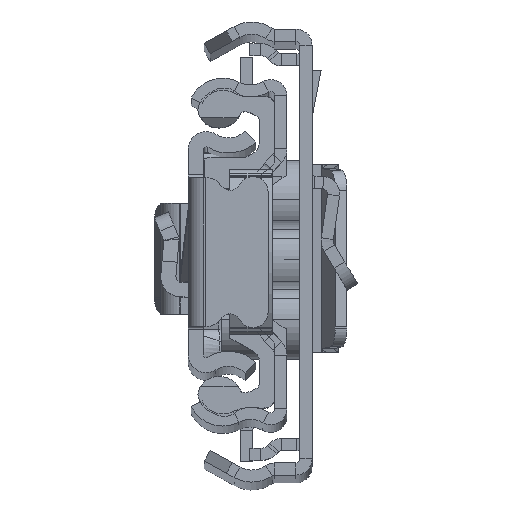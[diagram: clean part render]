
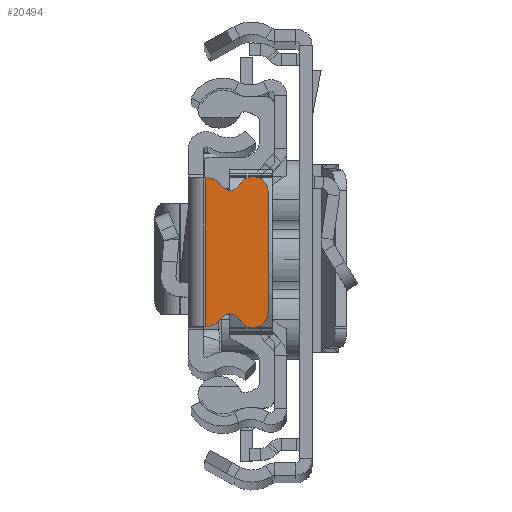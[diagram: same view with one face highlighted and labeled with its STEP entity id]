
A CAD part, top view. The second image highlights one B-rep face of the part: STEP entity #20494.
In plain terms, the highlighted planar face has unit normal (0, 0, 1).
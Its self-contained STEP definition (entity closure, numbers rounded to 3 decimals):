
#63 = DIRECTION ( 'NONE',  ( 1., 0., 0. ) ) ;
#260 = CARTESIAN_POINT ( 'NONE',  ( -5.109, 6.713, 0. ) ) ;
#447 = DIRECTION ( 'NONE',  ( 0., 0., 1. ) ) ;
#510 = DIRECTION ( 'NONE',  ( 1., 0., 0. ) ) ;
#579 = CIRCLE ( 'NONE', #13015, 1.1 ) ;
#1039 = CARTESIAN_POINT ( 'NONE',  ( -3.206, -6.658, 0. ) ) ;
#1220 = CARTESIAN_POINT ( 'NONE',  ( -1.929, -7.37, 0. ) ) ;
#1459 = EDGE_CURVE ( 'NONE', #5508, #20367, #15625, .T. ) ;
#1464 = AXIS2_PLACEMENT_3D ( 'NONE', #8815, #25269, #510 ) ;
#2210 = CARTESIAN_POINT ( 'NONE',  ( 444.071, 0., 0. ) ) ;
#2288 = CARTESIAN_POINT ( 'NONE',  ( -1.75, 7.37, 0. ) ) ;
#2617 = CARTESIAN_POINT ( 'NONE',  ( -7.929, -6., 0. ) ) ;
#3249 = ORIENTED_EDGE ( 'NONE', *, *, #24405, .T. ) ;
#3330 = CARTESIAN_POINT ( 'NONE',  ( -1.929, 7.37, 0. ) ) ;
#3669 = CARTESIAN_POINT ( 'NONE',  ( -1.929, 5.87, 0. ) ) ;
#3934 = DIRECTION ( 'NONE',  ( 0., 0., -1. ) ) ;
#3977 = DIRECTION ( 'NONE',  ( 0., 0., -1. ) ) ;
#4654 = VECTOR ( 'NONE', #20900, 1000. ) ;
#5348 = AXIS2_PLACEMENT_3D ( 'NONE', #3669, #26307, #23861 ) ;
#5508 = VERTEX_POINT ( 'NONE', #1039 ) ;
#6315 = CIRCLE ( 'NONE', #14917, 1.5 ) ;
#7091 = DIRECTION ( 'NONE',  ( 1., 0., 0. ) ) ;
#7381 = CARTESIAN_POINT ( 'NONE',  ( -6.429, -6., 0. ) ) ;
#8092 = CARTESIAN_POINT ( 'NONE',  ( -7.929, 6., 0. ) ) ;
#8815 = CARTESIAN_POINT ( 'NONE',  ( -1.929, -5.87, 0. ) ) ;
#9336 = EDGE_CURVE ( 'NONE', #12996, #9559, #25188, .T. ) ;
#9551 = DIRECTION ( 'NONE',  ( -1., 0., 0. ) ) ;
#9559 = VERTEX_POINT ( 'NONE', #8092 ) ;
#9828 = ORIENTED_EDGE ( 'NONE', *, *, #9336, .T. ) ;
#10026 = CARTESIAN_POINT ( 'NONE',  ( -4.142, -7.236, 0. ) ) ;
#10088 = VERTEX_POINT ( 'NONE', #2288 ) ;
#10238 = EDGE_CURVE ( 'NONE', #11649, #21807, #6315, .T. ) ;
#10691 = ORIENTED_EDGE ( 'NONE', *, *, #22040, .F. ) ;
#10820 = DIRECTION ( 'NONE',  ( 0., -1., 0. ) ) ;
#10953 = ORIENTED_EDGE ( 'NONE', *, *, #24017, .T. ) ;
#11474 = VECTOR ( 'NONE', #23974, 1000. ) ;
#11649 = VERTEX_POINT ( 'NONE', #23277 ) ;
#12322 = VERTEX_POINT ( 'NONE', #21024 ) ;
#12674 = CIRCLE ( 'NONE', #5348, 1.5 ) ;
#12996 = VERTEX_POINT ( 'NONE', #260 ) ;
#13015 = AXIS2_PLACEMENT_3D ( 'NONE', #22512, #3934, #63 ) ;
#13272 = VECTOR ( 'NONE', #9551, 1000. ) ;
#13791 = ORIENTED_EDGE ( 'NONE', *, *, #25350, .T. ) ;
#14573 = PLANE ( 'NONE',  #21022 ) ;
#14873 = ORIENTED_EDGE ( 'NONE', *, *, #21149, .F. ) ;
#14917 = AXIS2_PLACEMENT_3D ( 'NONE', #7381, #15615, #7091 ) ;
#15615 = DIRECTION ( 'NONE',  ( 0., 0., 1. ) ) ;
#15625 = CIRCLE ( 'NONE', #1464, 1.5 ) ;
#15790 = CARTESIAN_POINT ( 'NONE',  ( -1.929, -7.37, 0. ) ) ;
#16625 = DIRECTION ( 'NONE',  ( 0., 0., 1. ) ) ;
#16998 = CARTESIAN_POINT ( 'NONE',  ( -6.429, 6., 0. ) ) ;
#17009 = AXIS2_PLACEMENT_3D ( 'NONE', #16998, #16625, #22944 ) ;
#17369 = AXIS2_PLACEMENT_3D ( 'NONE', #10026, #3977, #24184 ) ;
#17541 = CARTESIAN_POINT ( 'NONE',  ( -3.206, 6.658, 0. ) ) ;
#18128 = ORIENTED_EDGE ( 'NONE', *, *, #10238, .T. ) ;
#18486 = DIRECTION ( 'NONE',  ( 1., 0., 0. ) ) ;
#18874 = FACE_OUTER_BOUND ( 'NONE', #26460, .T. ) ;
#19633 = LINE ( 'NONE', #1220, #13272 ) ;
#19800 = LINE ( 'NONE', #21966, #11474 ) ;
#19971 = VERTEX_POINT ( 'NONE', #3330 ) ;
#20367 = VERTEX_POINT ( 'NONE', #15790 ) ;
#20494 = ADVANCED_FACE ( 'NONE', ( #18874 ), #14573, .T. ) ;
#20695 = LINE ( 'NONE', #2617, #20796 ) ;
#20775 = CARTESIAN_POINT ( 'NONE',  ( -1.75, 0., 0. ) ) ;
#20796 = VECTOR ( 'NONE', #10820, 1000. ) ;
#20900 = DIRECTION ( 'NONE',  ( 0., -1., 0. ) ) ;
#21022 = AXIS2_PLACEMENT_3D ( 'NONE', #2210, #447, #18486 ) ;
#21024 = CARTESIAN_POINT ( 'NONE',  ( -1.75, -7.37, 0. ) ) ;
#21149 = EDGE_CURVE ( 'NONE', #12322, #20367, #19633, .T. ) ;
#21314 = CARTESIAN_POINT ( 'NONE',  ( -5.109, -6.713, 0. ) ) ;
#21807 = VERTEX_POINT ( 'NONE', #21314 ) ;
#21966 = CARTESIAN_POINT ( 'NONE',  ( -1.929, 7.37, 0. ) ) ;
#22040 = EDGE_CURVE ( 'NONE', #10088, #12322, #24711, .T. ) ;
#22408 = EDGE_CURVE ( 'NONE', #24290, #12996, #579, .T. ) ;
#22512 = CARTESIAN_POINT ( 'NONE',  ( -4.142, 7.236, 0. ) ) ;
#22944 = DIRECTION ( 'NONE',  ( -1., 0., 0. ) ) ;
#22974 = CIRCLE ( 'NONE', #17369, 1.1 ) ;
#23277 = CARTESIAN_POINT ( 'NONE',  ( -7.929, -6., 0. ) ) ;
#23538 = EDGE_CURVE ( 'NONE', #19971, #10088, #19800, .T. ) ;
#23634 = ORIENTED_EDGE ( 'NONE', *, *, #1459, .T. ) ;
#23861 = DIRECTION ( 'NONE',  ( -1., 0., 0. ) ) ;
#23974 = DIRECTION ( 'NONE',  ( 1., 0., 0. ) ) ;
#23994 = ORIENTED_EDGE ( 'NONE', *, *, #23538, .F. ) ;
#24017 = EDGE_CURVE ( 'NONE', #21807, #5508, #22974, .T. ) ;
#24184 = DIRECTION ( 'NONE',  ( -1., 0., 0. ) ) ;
#24185 = ORIENTED_EDGE ( 'NONE', *, *, #22408, .T. ) ;
#24290 = VERTEX_POINT ( 'NONE', #17541 ) ;
#24405 = EDGE_CURVE ( 'NONE', #19971, #24290, #12674, .T. ) ;
#24711 = LINE ( 'NONE', #20775, #4654 ) ;
#25188 = CIRCLE ( 'NONE', #17009, 1.5 ) ;
#25269 = DIRECTION ( 'NONE',  ( 0., 0., 1. ) ) ;
#25350 = EDGE_CURVE ( 'NONE', #9559, #11649, #20695, .T. ) ;
#26307 = DIRECTION ( 'NONE',  ( 0., 0., 1. ) ) ;
#26460 = EDGE_LOOP ( 'NONE', ( #10691, #23994, #3249, #24185, #9828, #13791, #18128, #10953, #23634, #14873 ) ) ;
